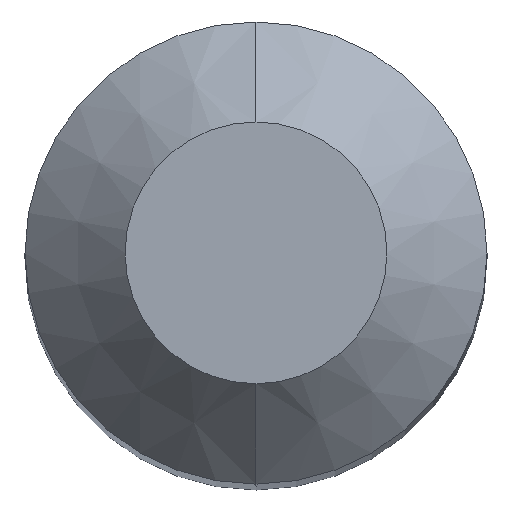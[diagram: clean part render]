
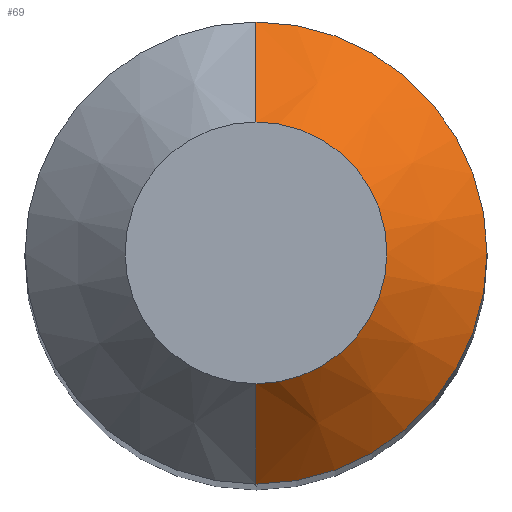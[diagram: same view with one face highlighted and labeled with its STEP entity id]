
A CAD part, top view. The second image highlights one B-rep face of the part: STEP entity #69.
In plain terms, the highlighted conical face has half-angle 45 degrees and reference radius 2.35 mm.
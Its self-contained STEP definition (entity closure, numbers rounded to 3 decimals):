
#69=ADVANCED_FACE('',(#137),#138,.T.);
#137=FACE_OUTER_BOUND('',#208,.T.);
#138=CONICAL_SURFACE('',#209,2.35,0.785);
#208=EDGE_LOOP('',(#309,#310,#311,#312));
#209=AXIS2_PLACEMENT_3D('',#313,#314,#315);
#309=ORIENTED_EDGE('',*,*,#412,.F.);
#310=ORIENTED_EDGE('',*,*,#413,.T.);
#311=ORIENTED_EDGE('',*,*,#414,.F.);
#312=ORIENTED_EDGE('',*,*,#409,.F.);
#313=CARTESIAN_POINT('',(0.,0.0,44.504));
#314=DIRECTION('',(0.,-0.0,-1.0));
#315=DIRECTION('',(0.0,1.0,0.0));
#409=EDGE_CURVE('',#480,#482,#483,.T.);
#412=EDGE_CURVE('',#486,#480,#487,.T.);
#413=EDGE_CURVE('',#486,#488,#489,.T.);
#414=EDGE_CURVE('',#482,#488,#490,.T.);
#480=VERTEX_POINT('',#560);
#482=VERTEX_POINT('',#563);
#483=CIRCLE('',#564,3.0);
#486=VERTEX_POINT('',#568);
#487=LINE('',#569,#570);
#488=VERTEX_POINT('',#571);
#489=CIRCLE('',#572,1.7);
#490=LINE('',#573,#574);
#560=CARTESIAN_POINT('',(0.,3.0,43.854));
#563=CARTESIAN_POINT('',(0.,-3.0,43.854));
#564=AXIS2_PLACEMENT_3D('',#646,#647,#648);
#568=CARTESIAN_POINT('',(0.,1.7,45.154));
#569=CARTESIAN_POINT('',(0.,2.35,44.504));
#570=VECTOR('',#650,1.0);
#571=CARTESIAN_POINT('',(0.,-1.7,45.154));
#572=AXIS2_PLACEMENT_3D('',#651,#652,#653);
#573=CARTESIAN_POINT('',(0.,-2.35,44.504));
#574=VECTOR('',#654,1.0);
#646=CARTESIAN_POINT('',(0.,0.0,43.854));
#647=DIRECTION('',(0.,0.0,-1.0));
#648=DIRECTION('',(0.0,1.0,0.0));
#650=DIRECTION('',(0.,0.707,-0.707));
#651=CARTESIAN_POINT('',(0.,0.0,45.154));
#652=DIRECTION('',(0.,0.0,-1.0));
#653=DIRECTION('',(0.0,1.0,0.0));
#654=DIRECTION('',(0.,0.707,0.707));
